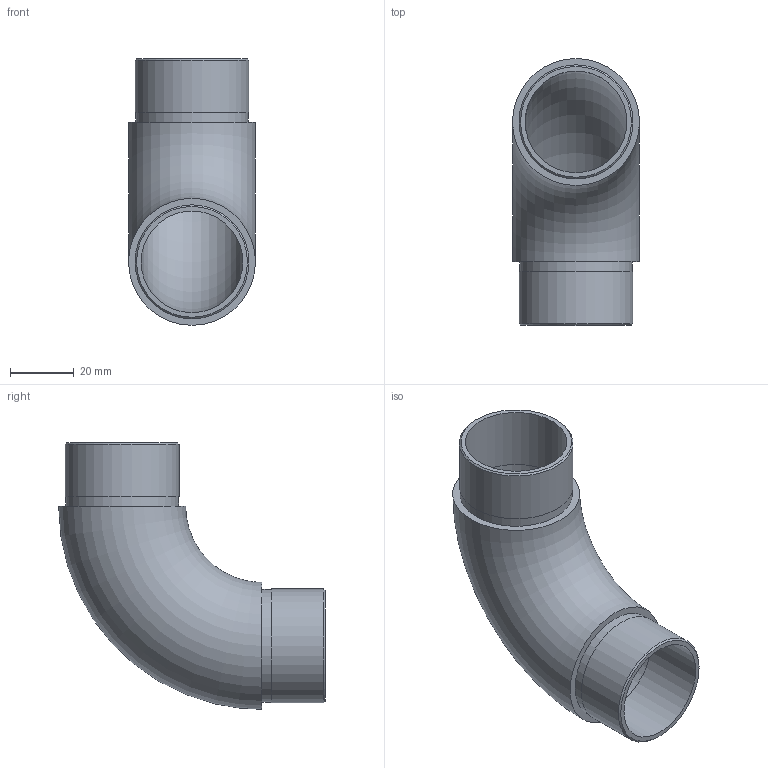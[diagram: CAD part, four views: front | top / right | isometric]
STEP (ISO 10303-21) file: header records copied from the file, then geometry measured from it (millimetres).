
FILE_DESCRIPTION (( 'STEP AP203' ), '1' );
FILE_NAME ('56160-320-40.step', '2020-02-18T10:23:16', ( '' ), ( '' ), 'SwSTEP 2.0', 'SolidWorks 2015', '' );
FILE_SCHEMA (( 'CONFIG_CONTROL_DESIGN' ));
Length unit declared in the file: millimetre
Products named in the file (2): 56160-320-40
Bounding box: 40 x 84 x 84 mm (x, y, z)
Volume: 39423 mm3; surface area: 25097.2 mm2
Topology: 1 solids, 1 shells, 268 faces, 698 edges, 465 vertices
Faces by surface type: bspline 121, plane 108, cylinder 35, torus 2, cone 2
Full cylindrical faces by diameter (mm): 32 x2, 35.5 x2, 35.9 x2
Entity records: 13434 total; most frequent: CARTESIAN_POINT 7562, ORIENTED_EDGE 1370, DIRECTION 817, EDGE_CURVE 685, VERTEX_POINT 462, EDGE_LOOP 313, VECTOR 311, LINE 311
